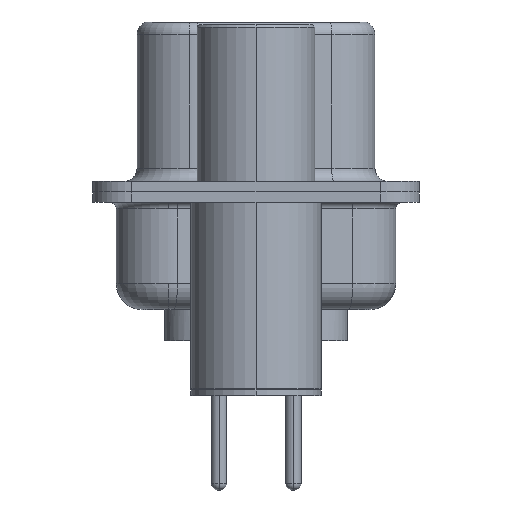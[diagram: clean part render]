
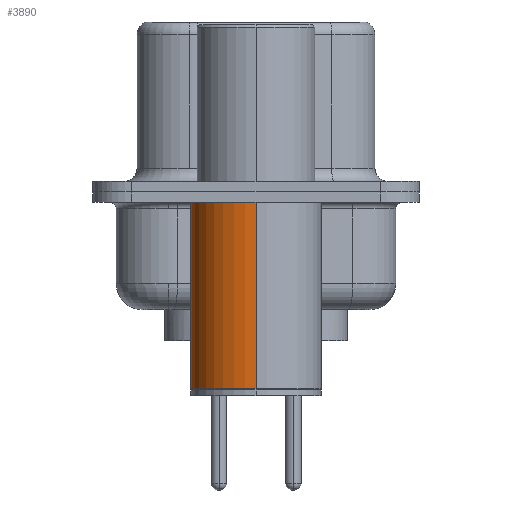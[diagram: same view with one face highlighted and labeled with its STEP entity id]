
A CAD part, left-side view. The second image highlights one B-rep face of the part: STEP entity #3890.
In plain terms, the highlighted cylindrical face has radius 2.5 mm (diameter 5 mm), a partial arc.
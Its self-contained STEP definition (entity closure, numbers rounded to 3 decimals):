
#162 = ORIENTED_EDGE ( 'NONE', *, *, #10815, .F. ) ;
#847 = AXIS2_PLACEMENT_3D ( 'NONE', #4209, #12737, #9313 ) ;
#1004 = ORIENTED_EDGE ( 'NONE', *, *, #14568, .F. ) ;
#1216 = EDGE_CURVE ( 'NONE', #2281, #6674, #1318, .T. ) ;
#1318 = CIRCLE ( 'NONE', #5489, 2.5 ) ;
#1453 = DIRECTION ( 'NONE',  ( 0., 0., 1. ) ) ;
#1726 = LINE ( 'NONE', #6705, #11051 ) ;
#2281 = VERTEX_POINT ( 'NONE', #7261 ) ;
#3177 = CYLINDRICAL_SURFACE ( 'NONE', #15140, 2.5 ) ;
#3499 = VERTEX_POINT ( 'NONE', #15008 ) ;
#3890 = ADVANCED_FACE ( 'NONE', ( #9348 ), #3177, .T. ) ;
#4169 = DIRECTION ( 'NONE',  ( 1., 0., 0. ) ) ;
#4209 = CARTESIAN_POINT ( 'NONE',  ( 0., 0., -0.4 ) ) ;
#4811 = VECTOR ( 'NONE', #14595, 1000. ) ;
#5489 = AXIS2_PLACEMENT_3D ( 'NONE', #10393, #1453, #6434 ) ;
#5878 = EDGE_LOOP ( 'NONE', ( #10964, #12699, #162, #1004 ) ) ;
#6434 = DIRECTION ( 'NONE',  ( 1., 0., 0. ) ) ;
#6674 = VERTEX_POINT ( 'NONE', #8608 ) ;
#6705 = CARTESIAN_POINT ( 'NONE',  ( 2.5, 0., 0.581 ) ) ;
#7261 = CARTESIAN_POINT ( 'NONE',  ( 2.5, 0., -7.525 ) ) ;
#7906 = DIRECTION ( 'NONE',  ( 0., 0., 1. ) ) ;
#8261 = CARTESIAN_POINT ( 'NONE',  ( -2.5, 0., 0.581 ) ) ;
#8608 = CARTESIAN_POINT ( 'NONE',  ( -2.5, 0., -7.525 ) ) ;
#8783 = CARTESIAN_POINT ( 'NONE',  ( 2.5, 0., -0.4 ) ) ;
#9313 = DIRECTION ( 'NONE',  ( 1., 0., 0. ) ) ;
#9348 = FACE_OUTER_BOUND ( 'NONE', #5878, .T. ) ;
#9636 = LINE ( 'NONE', #8261, #4811 ) ;
#10174 = VERTEX_POINT ( 'NONE', #8783 ) ;
#10393 = CARTESIAN_POINT ( 'NONE',  ( 0., 0., -7.525 ) ) ;
#10815 = EDGE_CURVE ( 'NONE', #10174, #3499, #15655, .T. ) ;
#10964 = ORIENTED_EDGE ( 'NONE', *, *, #1216, .T. ) ;
#11051 = VECTOR ( 'NONE', #11648, 1000. ) ;
#11648 = DIRECTION ( 'NONE',  ( 0., 0., 1. ) ) ;
#12408 = EDGE_CURVE ( 'NONE', #6674, #3499, #9636, .T. ) ;
#12699 = ORIENTED_EDGE ( 'NONE', *, *, #12408, .T. ) ;
#12737 = DIRECTION ( 'NONE',  ( 0., 0., 1. ) ) ;
#14568 = EDGE_CURVE ( 'NONE', #2281, #10174, #1726, .T. ) ;
#14595 = DIRECTION ( 'NONE',  ( 0., 0., 1. ) ) ;
#15008 = CARTESIAN_POINT ( 'NONE',  ( -2.5, 0., -0.4 ) ) ;
#15140 = AXIS2_PLACEMENT_3D ( 'NONE', #15299, #7906, #4169 ) ;
#15299 = CARTESIAN_POINT ( 'NONE',  ( 0., 0., 0.581 ) ) ;
#15655 = CIRCLE ( 'NONE', #847, 2.5 ) ;
